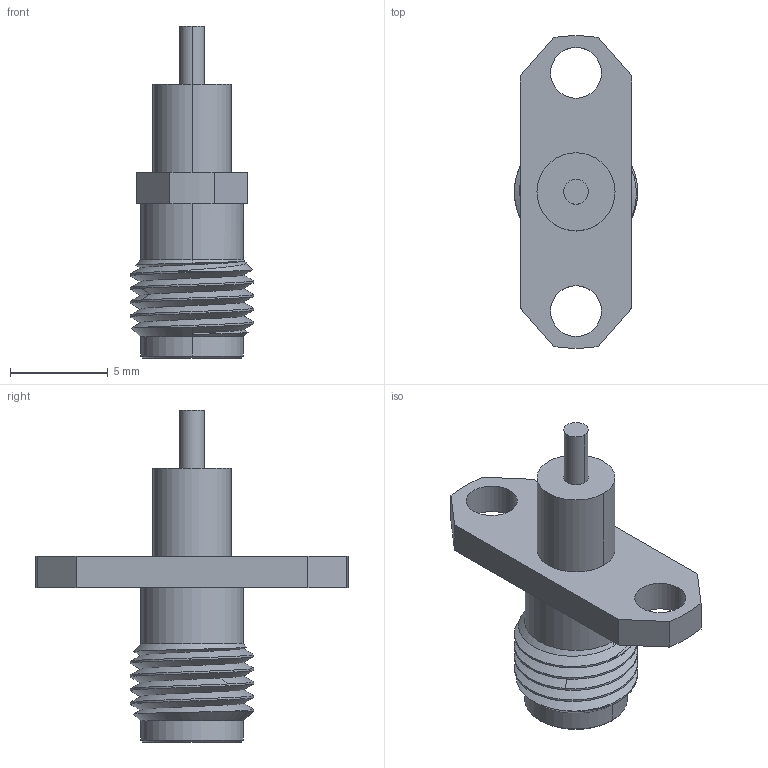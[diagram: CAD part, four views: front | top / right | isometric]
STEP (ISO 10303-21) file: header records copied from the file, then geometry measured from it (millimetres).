
FILE_DESCRIPTION((''),'2;1');
FILE_NAME('PRT0001','2021-08-15T',('1111'),(''),'PRO/ENGINEER BY PARAMETRIC TECHNOLOGY CORPORATION, 2012090','PRO/ENGINEER BY PARAMETRIC TECHNOLOGY CORPORATION, 2012090','');
FILE_SCHEMA(('CONFIG_CONTROL_DESIGN'));
Length unit declared in the file: millimetre
Products named in the file (1): PRT0001
Bounding box: 6.31 x 15.98 x 17 mm (x, y, z)
Volume: 328 mm3; surface area: 546 mm2
Topology: 1 solids, 1 shells, 64 faces, 154 edges, 98 vertices
Faces by surface type: cylinder 30, plane 21, cone 9, bspline 4
Entity records: 3010 total; most frequent: CARTESIAN_POINT 1491, ORIENTED_EDGE 308, DIRECTION 299, EDGE_CURVE 154, AXIS2_PLACEMENT_3D 115, VERTEX_POINT 98, EDGE_LOOP 74, VECTOR 69
